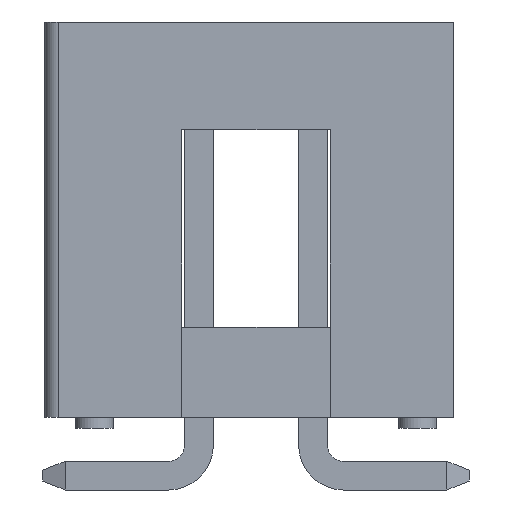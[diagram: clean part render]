
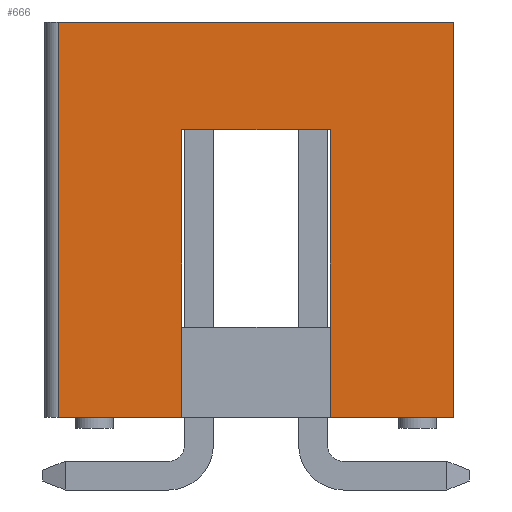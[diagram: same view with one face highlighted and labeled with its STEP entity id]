
A CAD part, left-side view. The second image highlights one B-rep face of the part: STEP entity #666.
In plain terms, the highlighted planar face has unit normal (-1, 0, 0).
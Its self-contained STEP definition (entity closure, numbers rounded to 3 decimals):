
#666 = ADVANCED_FACE( '', ( #1303 ), #1304, .T. );
#1303 = FACE_OUTER_BOUND( '', #1928, .T. );
#1304 = PLANE( '', #1929 );
#1928 = EDGE_LOOP( '', ( #3368, #3369, #3370, #3371, #3372, #3373, #3374, #3375 ) );
#1929 = AXIS2_PLACEMENT_3D( '', #3376, #3377, #3378 );
#3368 = ORIENTED_EDGE( '', *, *, #4244, .T. );
#3369 = ORIENTED_EDGE( '', *, *, #4346, .T. );
#3370 = ORIENTED_EDGE( '', *, *, #3961, .F. );
#3371 = ORIENTED_EDGE( '', *, *, #4030, .T. );
#3372 = ORIENTED_EDGE( '', *, *, #4136, .T. );
#3373 = ORIENTED_EDGE( '', *, *, #4347, .F. );
#3374 = ORIENTED_EDGE( '', *, *, #3964, .F. );
#3375 = ORIENTED_EDGE( '', *, *, #3922, .F. );
#3376 = CARTESIAN_POINT( '', ( -13.97, -4.4, -4.4 ) );
#3377 = DIRECTION( '', ( -1., 0., 0. ) );
#3378 = DIRECTION( '', ( 0., 0., 1. ) );
#3922 = EDGE_CURVE( '', #4685, #4679, #4687, .T. );
#3961 = EDGE_CURVE( '', #4754, #4756, #4757, .T. );
#3964 = EDGE_CURVE( '', #4679, #4761, #4762, .T. );
#4030 = EDGE_CURVE( '', #4754, #4871, #4873, .T. );
#4136 = EDGE_CURVE( '', #4871, #5016, #5018, .T. );
#4244 = EDGE_CURVE( '', #4685, #5170, #5171, .T. );
#4346 = EDGE_CURVE( '', #5170, #4756, #5279, .T. );
#4347 = EDGE_CURVE( '', #4761, #5016, #5280, .T. );
#4679 = VERTEX_POINT( '', #5728 );
#4685 = VERTEX_POINT( '', #5737 );
#4687 = LINE( '', #5740, #5741 );
#4754 = VERTEX_POINT( '', #5834 );
#4756 = VERTEX_POINT( '', #5837 );
#4757 = LINE( '', #5838, #5839 );
#4761 = VERTEX_POINT( '', #5845 );
#4762 = LINE( '', #5846, #5847 );
#4871 = VERTEX_POINT( '', #6012 );
#4873 = LINE( '', #6015, #6016 );
#5016 = VERTEX_POINT( '', #6234 );
#5018 = LINE( '', #6237, #6238 );
#5170 = VERTEX_POINT( '', #6476 );
#5171 = LINE( '', #6477, #6478 );
#5279 = LINE( '', #6638, #6639 );
#5280 = LINE( '', #6640, #6641 );
#5728 = CARTESIAN_POINT( '', ( -13.97, 1.65, -4.4 ) );
#5737 = CARTESIAN_POINT( '', ( -13.97, 1.65, 2. ) );
#5740 = CARTESIAN_POINT( '', ( -13.97, 1.65, 2. ) );
#5741 = VECTOR( '', #6873, 1000. );
#5834 = CARTESIAN_POINT( '', ( -13.97, -4.4, -4.4 ) );
#5837 = CARTESIAN_POINT( '', ( -13.97, -1.65, -4.4 ) );
#5838 = CARTESIAN_POINT( '', ( -13.97, -4.4, -4.4 ) );
#5839 = VECTOR( '', #6922, 1000. );
#5845 = CARTESIAN_POINT( '', ( -13.97, 4.4, -4.4 ) );
#5846 = CARTESIAN_POINT( '', ( -13.97, -4.4, -4.4 ) );
#5847 = VECTOR( '', #6925, 1000. );
#6012 = CARTESIAN_POINT( '', ( -13.97, -4.4, 4.4 ) );
#6015 = CARTESIAN_POINT( '', ( -13.97, -4.4, -4.4 ) );
#6016 = VECTOR( '', #6986, 1000. );
#6234 = CARTESIAN_POINT( '', ( -13.97, 4.4, 4.4 ) );
#6237 = CARTESIAN_POINT( '', ( -13.97, -4.4, 4.4 ) );
#6238 = VECTOR( '', #7069, 1000. );
#6476 = CARTESIAN_POINT( '', ( -13.97, -1.65, 2. ) );
#6477 = CARTESIAN_POINT( '', ( -13.97, 1.65, 2. ) );
#6478 = VECTOR( '', #7156, 1000. );
#6638 = CARTESIAN_POINT( '', ( -13.97, -1.65, 2. ) );
#6639 = VECTOR( '', #7212, 1000. );
#6640 = CARTESIAN_POINT( '', ( -13.97, 4.4, -4.4 ) );
#6641 = VECTOR( '', #7213, 1000. );
#6873 = DIRECTION( '', ( 0., 0., -1. ) );
#6922 = DIRECTION( '', ( 0., 1., 0. ) );
#6925 = DIRECTION( '', ( 0., 1., 0. ) );
#6986 = DIRECTION( '', ( 0., 0., 1. ) );
#7069 = DIRECTION( '', ( 0., 1., 0. ) );
#7156 = DIRECTION( '', ( 0., -1., 0. ) );
#7212 = DIRECTION( '', ( 0., 0., -1. ) );
#7213 = DIRECTION( '', ( 0., 0., 1. ) );
